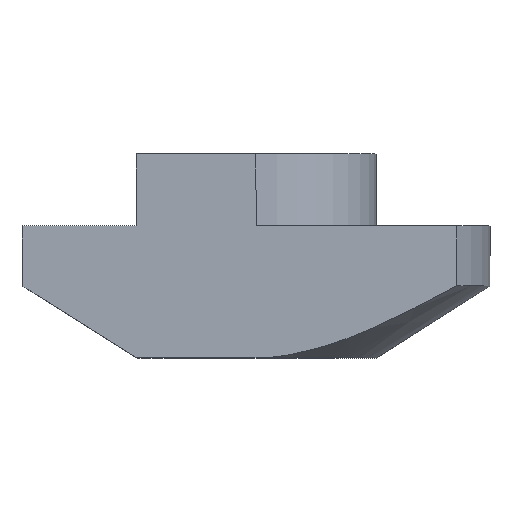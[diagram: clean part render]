
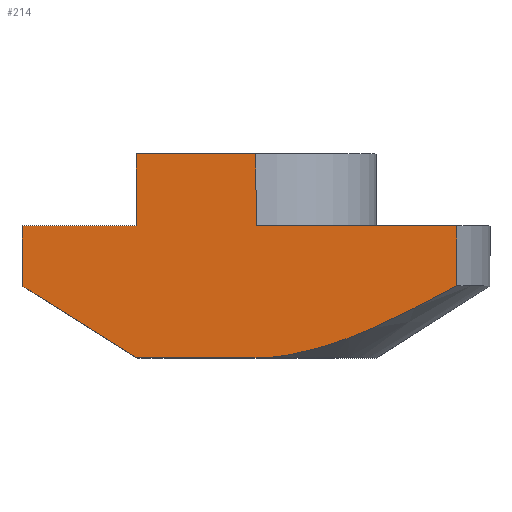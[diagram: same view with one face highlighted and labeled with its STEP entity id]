
A CAD part, top view. The second image highlights one B-rep face of the part: STEP entity #214.
In plain terms, the highlighted planar face has unit normal (0, 0, 1).
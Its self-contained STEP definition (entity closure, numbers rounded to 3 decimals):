
#6 = VECTOR ( 'NONE', #299, 1000. ) ;
#38 = VERTEX_POINT ( 'NONE', #64 ) ;
#39 = LINE ( 'NONE', #240, #561 ) ;
#42 = VERTEX_POINT ( 'NONE', #324 ) ;
#64 = CARTESIAN_POINT ( 'NONE',  ( 8.37, -3., 5. ) ) ;
#71 = EDGE_CURVE ( 'NONE', #148, #343, #369, .T. ) ;
#74 = ORIENTED_EDGE ( 'NONE', *, *, #253, .T. ) ;
#76 = ORIENTED_EDGE ( 'NONE', *, *, #624, .F. ) ;
#89 = ORIENTED_EDGE ( 'NONE', *, *, #526, .F. ) ;
#106 = CARTESIAN_POINT ( 'NONE',  ( 1.494, -8.388, 5. ) ) ;
#112 = CARTESIAN_POINT ( 'NONE',  ( 7.05, -6.205, 5. ) ) ;
#113 = CARTESIAN_POINT ( 'NONE',  ( -9.75, -3., 5. ) ) ;
#121 = VECTOR ( 'NONE', #516, 1000. ) ;
#124 = CARTESIAN_POINT ( 'NONE',  ( -5., -3., 5. ) ) ;
#148 = VERTEX_POINT ( 'NONE', #113 ) ;
#164 = VECTOR ( 'NONE', #629, 1000. ) ;
#171 = CARTESIAN_POINT ( 'NONE',  ( 0., -10.071, 5. ) ) ;
#173 = ORIENTED_EDGE ( 'NONE', *, *, #753, .T. ) ;
#176 = CARTESIAN_POINT ( 'NONE',  ( 7.712, -5.857, 5. ) ) ;
#178 = LINE ( 'NONE', #372, #781 ) ;
#181 = CARTESIAN_POINT ( 'NONE',  ( 5., -3., 5. ) ) ;
#187 = EDGE_CURVE ( 'NONE', #288, #500, #178, .T. ) ;
#214 = ADVANCED_FACE ( 'NONE', ( #800 ), #513, .F. ) ;
#232 = VERTEX_POINT ( 'NONE', #788 ) ;
#240 = CARTESIAN_POINT ( 'NONE',  ( -5., 0., 5. ) ) ;
#241 = DIRECTION ( 'NONE',  ( -1., 0., 0. ) ) ;
#246 = CARTESIAN_POINT ( 'NONE',  ( 8.37, -5.5, 5. ) ) ;
#253 = EDGE_CURVE ( 'NONE', #42, #288, #490, .T. ) ;
#257 = CARTESIAN_POINT ( 'NONE',  ( -9.75, -8.5, 5. ) ) ;
#260 = VECTOR ( 'NONE', #318, 1000. ) ;
#266 = LINE ( 'NONE', #454, #260 ) ;
#288 = VERTEX_POINT ( 'NONE', #517 ) ;
#299 = DIRECTION ( 'NONE',  ( 0., 1., 0. ) ) ;
#308 = CARTESIAN_POINT ( 'NONE',  ( 0.756, -8.5, 5. ) ) ;
#318 = DIRECTION ( 'NONE',  ( -1., 0., 0. ) ) ;
#324 = CARTESIAN_POINT ( 'NONE',  ( 0., -3., 5. ) ) ;
#343 = VERTEX_POINT ( 'NONE', #588 ) ;
#347 = ORIENTED_EDGE ( 'NONE', *, *, #388, .T. ) ;
#352 = VERTEX_POINT ( 'NONE', #124 ) ;
#365 = EDGE_CURVE ( 'NONE', #352, #148, #266, .T. ) ;
#367 = VERTEX_POINT ( 'NONE', #579 ) ;
#368 = ORIENTED_EDGE ( 'NONE', *, *, #365, .T. ) ;
#369 = LINE ( 'NONE', #570, #164 ) ;
#372 = CARTESIAN_POINT ( 'NONE',  ( 5., 0., 5. ) ) ;
#375 = CARTESIAN_POINT ( 'NONE',  ( 5.71, -6.871, 5. ) ) ;
#388 = EDGE_CURVE ( 'NONE', #540, #38, #576, .T. ) ;
#389 = DIRECTION ( 'NONE',  ( 1., 0., 0. ) ) ;
#416 = CARTESIAN_POINT ( 'NONE',  ( 2.939, -8.019, 5. ) ) ;
#454 = CARTESIAN_POINT ( 'NONE',  ( -5., -3., 5. ) ) ;
#466 = DIRECTION ( 'NONE',  ( -0.845, 0.534, 0. ) ) ;
#471 = LINE ( 'NONE', #592, #574 ) ;
#490 = LINE ( 'NONE', #171, #6 ) ;
#493 = VECTOR ( 'NONE', #638, 1000. ) ;
#500 = VERTEX_POINT ( 'NONE', #769 ) ;
#501 = ORIENTED_EDGE ( 'NONE', *, *, #187, .T. ) ;
#513 = PLANE ( 'NONE',  #683 ) ;
#515 = CARTESIAN_POINT ( 'NONE',  ( 8.37, -8.5, 5. ) ) ;
#516 = DIRECTION ( 'NONE',  ( -1., 0., 0. ) ) ;
#517 = CARTESIAN_POINT ( 'NONE',  ( 0., 0., 5. ) ) ;
#526 = EDGE_CURVE ( 'NONE', #232, #343, #471, .T. ) ;
#540 = VERTEX_POINT ( 'NONE', #649 ) ;
#547 = VECTOR ( 'NONE', #389, 1000. ) ;
#556 = ORIENTED_EDGE ( 'NONE', *, *, #71, .T. ) ;
#559 = CARTESIAN_POINT ( 'NONE',  ( 0., 0., 5. ) ) ;
#561 = VECTOR ( 'NONE', #804, 1000. ) ;
#568 = CARTESIAN_POINT ( 'NONE',  ( 5.033, -7.189, 5. ) ) ;
#570 = CARTESIAN_POINT ( 'NONE',  ( -9.75, -3., 5. ) ) ;
#572 = CARTESIAN_POINT ( 'NONE',  ( 0., -8.5, 5. ) ) ;
#574 = VECTOR ( 'NONE', #466, 1000. ) ;
#576 = LINE ( 'NONE', #515, #493 ) ;
#579 = CARTESIAN_POINT ( 'NONE',  ( 0., -8.5, 5. ) ) ;
#584 = EDGE_LOOP ( 'NONE', ( #89, #173, #76, #347, #676, #74, #501, #778, #368, #556 ) ) ;
#587 = LINE ( 'NONE', #257, #547 ) ;
#588 = CARTESIAN_POINT ( 'NONE',  ( -9.75, -5.5, 5. ) ) ;
#592 = CARTESIAN_POINT ( 'NONE',  ( -5., -8.5, 5. ) ) ;
#597 = EDGE_CURVE ( 'NONE', #500, #352, #39, .T. ) ;
#613 = DIRECTION ( 'NONE',  ( -1., 0., 0. ) ) ;
#624 = EDGE_CURVE ( 'NONE', #540, #367, #725, .T. ) ;
#629 = DIRECTION ( 'NONE',  ( 0., -1., 0. ) ) ;
#638 = DIRECTION ( 'NONE',  ( 0., 1., 0. ) ) ;
#649 = CARTESIAN_POINT ( 'NONE',  ( 8.37, -5.5, 5. ) ) ;
#676 = ORIENTED_EDGE ( 'NONE', *, *, #806, .T. ) ;
#683 = AXIS2_PLACEMENT_3D ( 'NONE', #559, #805, #241 ) ;
#725 = B_SPLINE_CURVE_WITH_KNOTS ( 'NONE', 3,
 ( #246, #176, #112, #375, #568, #787, #416, #106, #308, #572 ),
 .UNSPECIFIED., .F., .F.,
 ( 4, 2, 2, 2, 4 ),
 ( 0.01, 0.013, 0.015, 0.017, 0.019 ),
 .UNSPECIFIED. ) ;
#753 = EDGE_CURVE ( 'NONE', #232, #367, #587, .T. ) ;
#756 = LINE ( 'NONE', #181, #121 ) ;
#769 = CARTESIAN_POINT ( 'NONE',  ( -5., 0., 5. ) ) ;
#778 = ORIENTED_EDGE ( 'NONE', *, *, #597, .T. ) ;
#781 = VECTOR ( 'NONE', #613, 1000. ) ;
#787 = CARTESIAN_POINT ( 'NONE',  ( 3.65, -7.762, 5. ) ) ;
#788 = CARTESIAN_POINT ( 'NONE',  ( -5., -8.5, 5. ) ) ;
#800 = FACE_OUTER_BOUND ( 'NONE', #584, .T. ) ;
#804 = DIRECTION ( 'NONE',  ( 0., -1., 0. ) ) ;
#805 = DIRECTION ( 'NONE',  ( 0., 0., -1. ) ) ;
#806 = EDGE_CURVE ( 'NONE', #38, #42, #756, .T. ) ;
